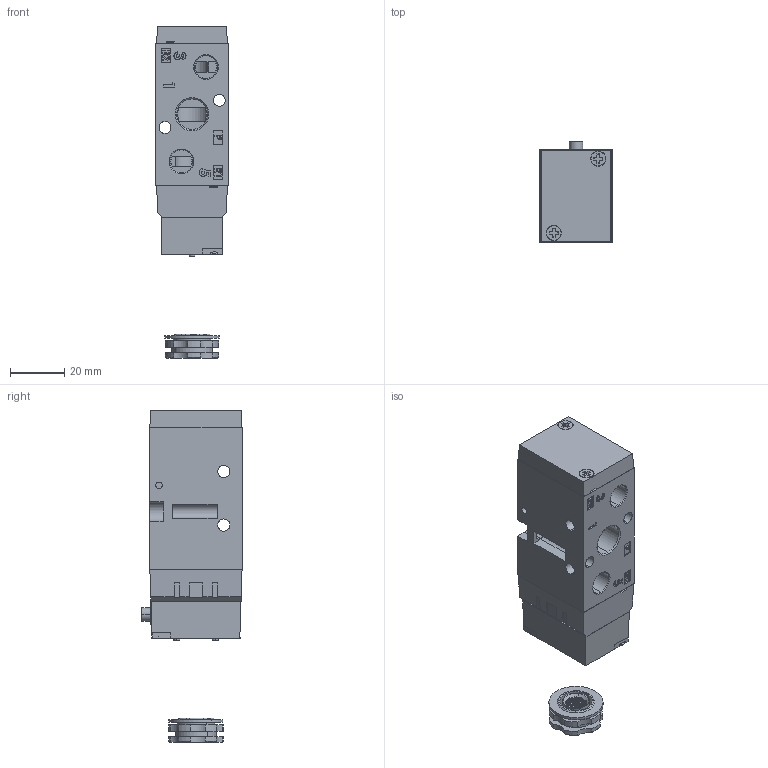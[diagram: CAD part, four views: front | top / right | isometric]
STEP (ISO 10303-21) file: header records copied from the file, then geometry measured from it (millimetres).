
FILE_DESCRIPTION (( 'STEP AP214' ), '1' );
FILE_NAME ('SF4101-IP.STEP', '2018-08-27T07:25:51', ( '' ), ( '' ), 'SwSTEP 2.0', 'SolidWorks 2018', '' );
FILE_SCHEMA (( 'AUTOMOTIVE_DESIGN' ));
Length unit declared in the file: millimetre
Products named in the file (1): SF4101-IP
Bounding box: 26.7 x 37.12 x 122.5 mm (x, y, z)
Volume: 47896.9 mm3; surface area: 36779.9 mm2
Topology: 11 solids, 11 shells, 1772 faces, 4421 edges, 2779 vertices
Faces by surface type: plane 724, cylinder 497, cone 489, bspline 62
Entity records: 76829 total; most frequent: CARTESIAN_POINT 14299, DIRECTION 9118, ORIENTED_EDGE 8842, EDGE_CURVE 4421, AXIS2_PLACEMENT_3D 3219, VERTEX_POINT 2779, LINE 2680, VECTOR 2680
